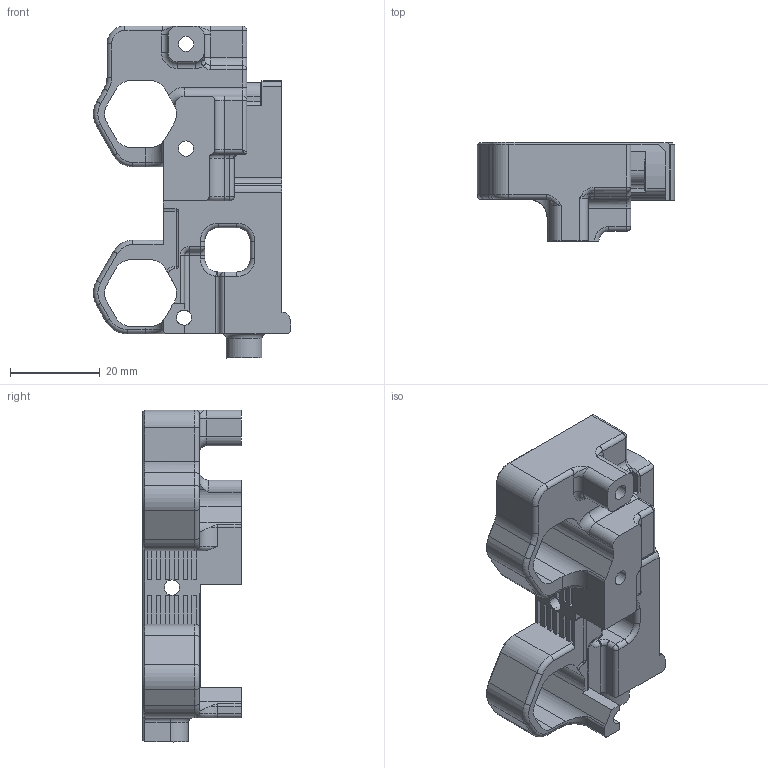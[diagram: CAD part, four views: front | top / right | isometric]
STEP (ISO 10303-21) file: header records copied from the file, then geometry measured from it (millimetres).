
FILE_DESCRIPTION((''),'2;1');
FILE_NAME('LEGACY_CARRIAGE_CARTHO_RIGHT','2025-02-01T20:13:46',('thomas'),(''),'CREO PARAMETRIC BY PTC INC, 2024063','CREO PARAMETRIC BY PTC INC, 2024063','');
FILE_SCHEMA(('CONFIG_CONTROL_DESIGN'));
Length unit declared in the file: millimetre
Products named in the file (1): LEGACY_CARRIAGE_CARTHO_RIGHT
Bounding box: 44.07 x 22 x 74.15 mm (x, y, z)
Volume: 26352.5 mm3; surface area: 11273.4 mm2
Topology: 1 solids, 1 shells, 365 faces, 1003 edges, 639 vertices
Faces by surface type: plane 157, cylinder 118, cone 40, torus 32, sphere 9, bspline 9
Entity records: 12077 total; most frequent: CARTESIAN_POINT 2535, DIRECTION 2056, ORIENTED_EDGE 1996, EDGE_CURVE 998, AXIS2_PLACEMENT_3D 745, VERTEX_POINT 639, VECTOR 566, LINE 566
